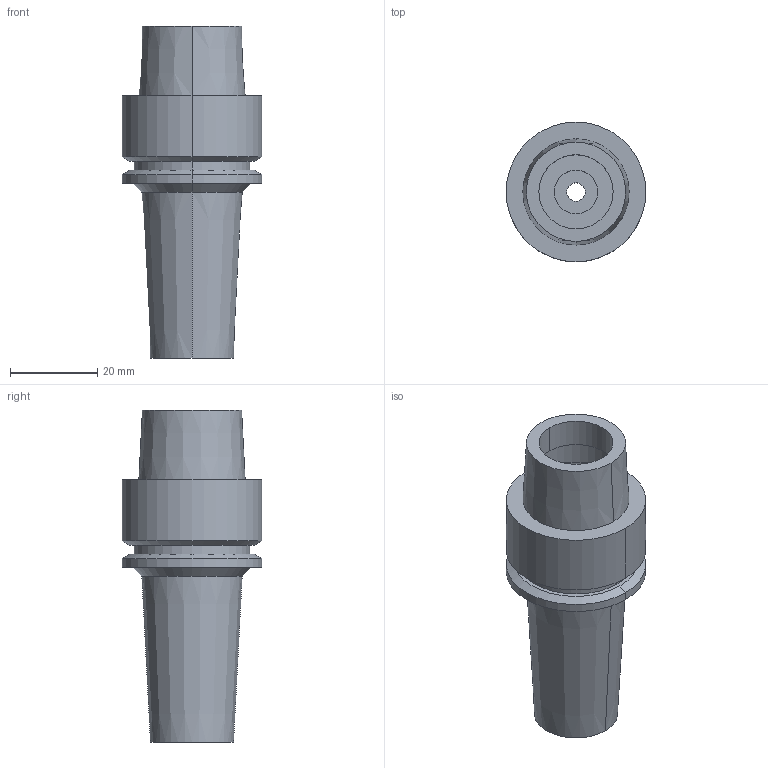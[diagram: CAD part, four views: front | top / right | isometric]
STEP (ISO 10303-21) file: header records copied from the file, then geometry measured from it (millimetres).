
FILE_DESCRIPTION((''),'2;1');
FILE_NAME('HSK-E32-SRC12S-60','2018-03-05T',('ykawabe'),(''),'CREO PARAMETRIC BY PTC INC, 2016380','CREO PARAMETRIC BY PTC INC, 2016380','');
FILE_SCHEMA(('AUTOMOTIVE_DESIGN { 1 0 10303 214 1 1 1 1 }'));
Length unit declared in the file: millimetre
Products named in the file (1): HSK-E32-SRC12S-60
Bounding box: 32 x 32 x 76 mm (x, y, z)
Volume: 24763.2 mm3; surface area: 10848.3 mm2
Topology: 1 solids, 1 shells, 46 faces, 92 edges, 56 vertices
Faces by surface type: cylinder 22, cone 12, plane 10, torus 2
Entity records: 1683 total; most frequent: DIRECTION 252, CARTESIAN_POINT 201, ORIENTED_EDGE 184, AXIS2_PLACEMENT_3D 109, PRESENTATION_STYLE_ASSIGNMENT 97, STYLED_ITEM 97, CURVE_STYLE 96, EDGE_CURVE 92
